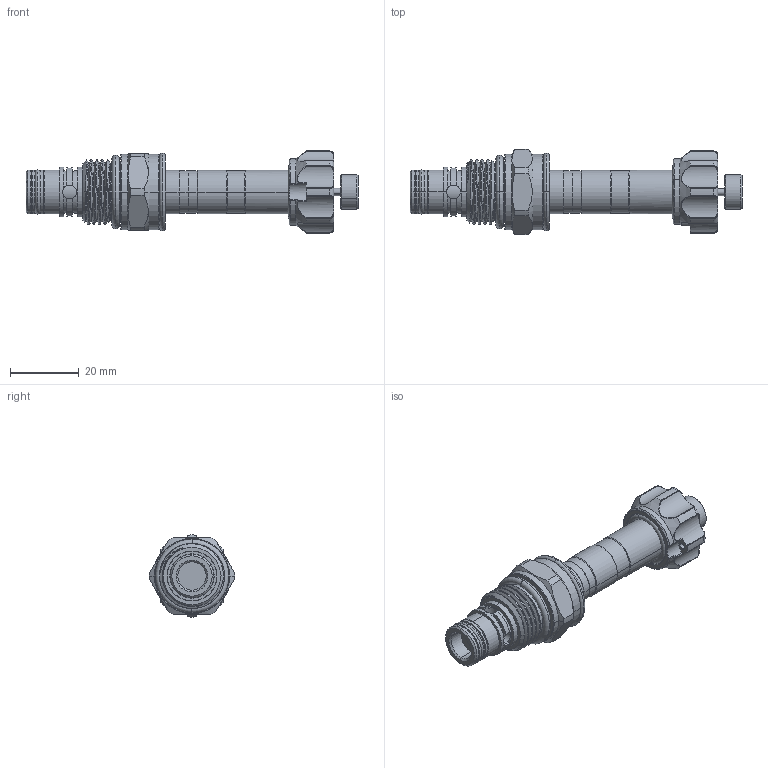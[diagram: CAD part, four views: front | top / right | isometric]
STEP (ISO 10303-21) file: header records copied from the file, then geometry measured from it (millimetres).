
FILE_DESCRIPTION (( 'STEP AP203' ), '1' );
FILE_NAME ('EP08W2A51P04-2.STEP', '2020-04-15T08:47:26', ( '' ), ( '' ), 'SwSTEP 2.0', 'SolidWorks 2018', '' );
FILE_SCHEMA (( 'CONFIG_CONTROL_DESIGN' ));
Length unit declared in the file: millimetre
Products named in the file (1): EP08W2A51P04-2
Bounding box: 96.23 x 24.65 x 23.79 mm (x, y, z)
Volume: 19153 mm3; surface area: 8247 mm2
Topology: 6 solids, 6 shells, 311 faces, 742 edges, 450 vertices
Faces by surface type: cylinder 136, torus 57, plane 41, cone 40, bspline 37
Entity records: 12744 total; most frequent: CARTESIAN_POINT 5739, ORIENTED_EDGE 1480, DIRECTION 1451, EDGE_CURVE 740, AXIS2_PLACEMENT_3D 629, VERTEX_POINT 450, CIRCLE 354, EDGE_LOOP 332
